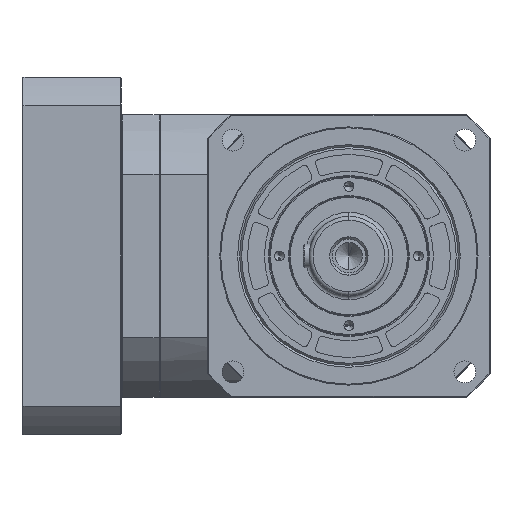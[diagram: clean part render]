
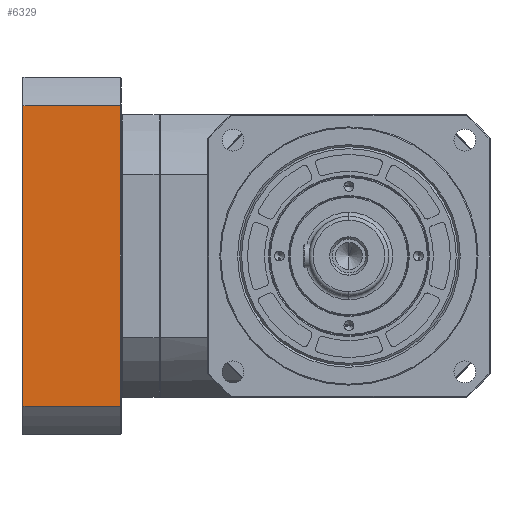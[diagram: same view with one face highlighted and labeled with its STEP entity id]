
A CAD part, left-side view. The second image highlights one B-rep face of the part: STEP entity #6329.
In plain terms, the highlighted face is planar.
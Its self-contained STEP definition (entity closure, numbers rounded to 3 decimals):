
#4354=DIRECTION('',(0.,1.,0.));
#4355=VECTOR('',#4354,151.079);
#4356=CARTESIAN_POINT('',(0.5,-75.54,90.));
#4357=LINE('',#4356,#4355);
#4381=DIRECTION('',(-1.,0.,0.));
#4382=VECTOR('',#4381,49.);
#4383=CARTESIAN_POINT('',(49.5,-75.54,90.));
#4384=LINE('',#4383,#4382);
#4411=DIRECTION('',(1.,0.,0.));
#4412=VECTOR('',#4411,49.);
#4413=CARTESIAN_POINT('',(0.5,75.54,90.));
#4414=LINE('',#4413,#4412);
#4423=DIRECTION('',(0.,-1.,0.));
#4424=VECTOR('',#4423,151.079);
#4425=CARTESIAN_POINT('',(49.5,75.54,90.));
#4426=LINE('',#4425,#4424);
#5588=CARTESIAN_POINT('',(0.5,75.54,90.));
#5589=CARTESIAN_POINT('',(49.5,75.54,90.));
#5590=VERTEX_POINT('',#5588);
#5591=VERTEX_POINT('',#5589);
#5736=CARTESIAN_POINT('',(0.5,-75.54,90.));
#5737=VERTEX_POINT('',#5736);
#5860=CARTESIAN_POINT('',(49.5,-75.54,90.));
#5861=VERTEX_POINT('',#5860);
#6317=CARTESIAN_POINT('',(50.,-90.,90.));
#6318=DIRECTION('',(0.,0.,-1.));
#6319=DIRECTION('',(-1.,0.,0.));
#6320=AXIS2_PLACEMENT_3D('',#6317,#6318,#6319);
#6321=PLANE('',#6320);
#6322=ORIENTED_EDGE('',*,*,#6216,.T.);
#6323=ORIENTED_EDGE('',*,*,#6189,.T.);
#6324=ORIENTED_EDGE('',*,*,#6308,.T.);
#6326=ORIENTED_EDGE('',*,*,#6325,.T.);
#6327=EDGE_LOOP('',(#6322,#6323,#6324,#6326));
#6328=FACE_OUTER_BOUND('',#6327,.F.);
#6329=ADVANCED_FACE('',(#6328),#6321,.F.);
#6189=EDGE_CURVE('',#5737,#5590,#4357,.T.);
#6216=EDGE_CURVE('',#5861,#5737,#4384,.T.);
#6308=EDGE_CURVE('',#5590,#5591,#4414,.T.);
#6325=EDGE_CURVE('',#5591,#5861,#4426,.T.);
